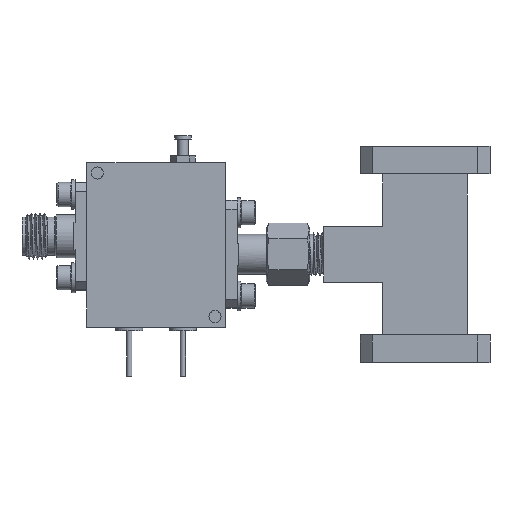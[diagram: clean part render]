
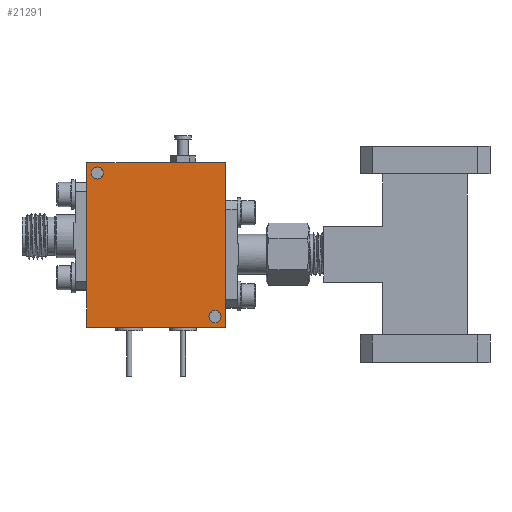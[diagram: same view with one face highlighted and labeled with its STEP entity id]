
A CAD part, front view. The second image highlights one B-rep face of the part: STEP entity #21291.
In plain terms, the highlighted planar face has unit normal (0, -1, 0).
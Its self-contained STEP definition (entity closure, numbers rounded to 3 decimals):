
#884 = FACE_BOUND ( 'NONE', #7887, .T. ) ;
#2102 = ORIENTED_EDGE ( 'NONE', *, *, #6247, .F. ) ;
#2557 = ORIENTED_EDGE ( 'NONE', *, *, #16620, .F. ) ;
#2865 = ORIENTED_EDGE ( 'NONE', *, *, #44545, .F. ) ;
#3234 = LINE ( 'NONE', #50964, #56326 ) ;
#4021 = DIRECTION ( 'NONE',  ( 0., -1., 0. ) ) ;
#4357 = LINE ( 'NONE', #43258, #50331 ) ;
#4897 = VERTEX_POINT ( 'NONE', #42364 ) ;
#5171 = ORIENTED_EDGE ( 'NONE', *, *, #30361, .F. ) ;
#5446 = CARTESIAN_POINT ( 'NONE',  ( -20.365, -8.09, 7.233 ) ) ;
#5776 = VECTOR ( 'NONE', #53315, 1000. ) ;
#6247 = EDGE_CURVE ( 'NONE', #26916, #48696, #40203, .T. ) ;
#7887 = EDGE_LOOP ( 'NONE', ( #2865, #51212 ) ) ;
#7968 = FACE_OUTER_BOUND ( 'NONE', #20724, .T. ) ;
#11540 = CARTESIAN_POINT ( 'NONE',  ( -21.889, -8.09, 8.757 ) ) ;
#13682 = CARTESIAN_POINT ( 'NONE',  ( -39.161, -8.09, 28.95 ) ) ;
#13742 = VERTEX_POINT ( 'NONE', #52053 ) ;
#14326 = CARTESIAN_POINT ( 'NONE',  ( -40.685, -8.09, 31.363 ) ) ;
#14703 = DIRECTION ( 'NONE',  ( 0., -1., 0. ) ) ;
#15875 = DIRECTION ( 'NONE',  ( 0., 0., -1. ) ) ;
#16620 = EDGE_CURVE ( 'NONE', #13742, #46015, #3234, .T. ) ;
#17848 = AXIS2_PLACEMENT_3D ( 'NONE', #47941, #57322, #18585 ) ;
#18585 = DIRECTION ( 'NONE',  ( 0., 0., 1. ) ) ;
#18778 = AXIS2_PLACEMENT_3D ( 'NONE', #54483, #4021, #26984 ) ;
#18818 = DIRECTION ( 'NONE',  ( 0., 0., 1. ) ) ;
#19123 = CIRCLE ( 'NONE', #21755, 0.889 ) ;
#20365 = EDGE_CURVE ( 'NONE', #48696, #13742, #40420, .T. ) ;
#20724 = EDGE_LOOP ( 'NONE', ( #2102, #21484, #2557, #30330 ) ) ;
#21291 = ADVANCED_FACE ( 'NONE', ( #884, #50414, #7968 ), #38472, .F. ) ;
#21484 = ORIENTED_EDGE ( 'NONE', *, *, #28247, .F. ) ;
#21755 = AXIS2_PLACEMENT_3D ( 'NONE', #23246, #23636, #41670 ) ;
#21813 = VERTEX_POINT ( 'NONE', #37333 ) ;
#23246 = CARTESIAN_POINT ( 'NONE',  ( -39.161, -8.09, 29.839 ) ) ;
#23577 = DIRECTION ( 'NONE',  ( 0., 0., -1. ) ) ;
#23636 = DIRECTION ( 'NONE',  ( 0., -1., 0. ) ) ;
#23822 = DIRECTION ( 'NONE',  ( 0., 0., -1. ) ) ;
#26916 = VERTEX_POINT ( 'NONE', #37929 ) ;
#26984 = DIRECTION ( 'NONE',  ( 0., 0., -1. ) ) ;
#28247 = EDGE_CURVE ( 'NONE', #46015, #26916, #4357, .T. ) ;
#29228 = AXIS2_PLACEMENT_3D ( 'NONE', #39200, #14703, #23577 ) ;
#29613 = DIRECTION ( 'NONE',  ( -1., 0., 0. ) ) ;
#30330 = ORIENTED_EDGE ( 'NONE', *, *, #20365, .F. ) ;
#30361 = EDGE_CURVE ( 'NONE', #4897, #37903, #46048, .T. ) ;
#33119 = VECTOR ( 'NONE', #18818, 1000. ) ;
#35066 = EDGE_CURVE ( 'NONE', #21813, #39448, #55567, .T. ) ;
#37333 = CARTESIAN_POINT ( 'NONE',  ( -39.161, -8.09, 30.728 ) ) ;
#37903 = VERTEX_POINT ( 'NONE', #42591 ) ;
#37929 = CARTESIAN_POINT ( 'NONE',  ( -40.685, -8.09, 7.233 ) ) ;
#38472 = PLANE ( 'NONE',  #17848 ) ;
#39138 = CARTESIAN_POINT ( 'NONE',  ( -40.685, -8.09, 31.363 ) ) ;
#39200 = CARTESIAN_POINT ( 'NONE',  ( -21.889, -8.09, 8.757 ) ) ;
#39448 = VERTEX_POINT ( 'NONE', #13682 ) ;
#39595 = CIRCLE ( 'NONE', #41823, 0.889 ) ;
#40160 = ORIENTED_EDGE ( 'NONE', *, *, #52707, .F. ) ;
#40203 = LINE ( 'NONE', #14326, #33119 ) ;
#40420 = LINE ( 'NONE', #44231, #5776 ) ;
#41670 = DIRECTION ( 'NONE',  ( 0., 0., -1. ) ) ;
#41823 = AXIS2_PLACEMENT_3D ( 'NONE', #11540, #43194, #15875 ) ;
#42364 = CARTESIAN_POINT ( 'NONE',  ( -21.889, -8.09, 9.646 ) ) ;
#42591 = CARTESIAN_POINT ( 'NONE',  ( -21.889, -8.09, 7.868 ) ) ;
#43194 = DIRECTION ( 'NONE',  ( 0., -1., 0. ) ) ;
#43258 = CARTESIAN_POINT ( 'NONE',  ( -20.365, -8.09, 7.233 ) ) ;
#44231 = CARTESIAN_POINT ( 'NONE',  ( -20.365, -8.09, 31.363 ) ) ;
#44545 = EDGE_CURVE ( 'NONE', #39448, #21813, #19123, .T. ) ;
#46015 = VERTEX_POINT ( 'NONE', #5446 ) ;
#46048 = CIRCLE ( 'NONE', #29228, 0.889 ) ;
#47941 = CARTESIAN_POINT ( 'NONE',  ( -30.525, -8.09, 19.298 ) ) ;
#48696 = VERTEX_POINT ( 'NONE', #39138 ) ;
#50331 = VECTOR ( 'NONE', #29613, 1000. ) ;
#50414 = FACE_BOUND ( 'NONE', #58271, .T. ) ;
#50964 = CARTESIAN_POINT ( 'NONE',  ( -20.365, -8.09, 31.363 ) ) ;
#51212 = ORIENTED_EDGE ( 'NONE', *, *, #35066, .F. ) ;
#52053 = CARTESIAN_POINT ( 'NONE',  ( -20.365, -8.09, 31.363 ) ) ;
#52707 = EDGE_CURVE ( 'NONE', #37903, #4897, #39595, .T. ) ;
#53315 = DIRECTION ( 'NONE',  ( 1., 0., 0. ) ) ;
#54483 = CARTESIAN_POINT ( 'NONE',  ( -39.161, -8.09, 29.839 ) ) ;
#55567 = CIRCLE ( 'NONE', #18778, 0.889 ) ;
#56326 = VECTOR ( 'NONE', #23822, 1000. ) ;
#57322 = DIRECTION ( 'NONE',  ( 0., 1., 0. ) ) ;
#58271 = EDGE_LOOP ( 'NONE', ( #40160, #5171 ) ) ;
